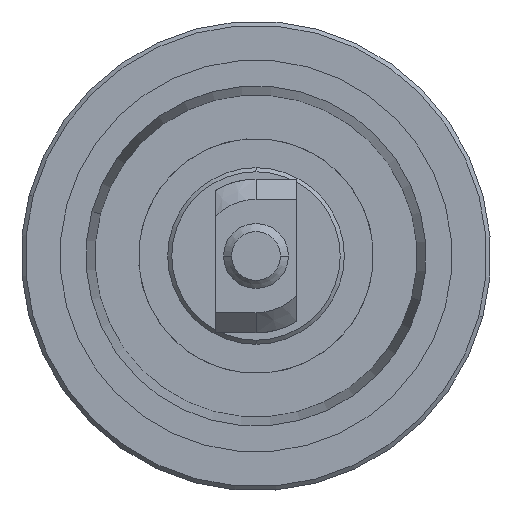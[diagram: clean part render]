
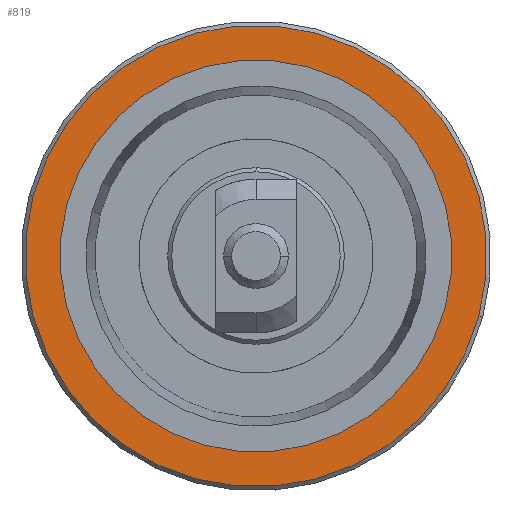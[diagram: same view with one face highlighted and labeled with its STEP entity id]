
A CAD part, front view. The second image highlights one B-rep face of the part: STEP entity #819.
In plain terms, the highlighted planar face has unit normal (0, -1, 0).
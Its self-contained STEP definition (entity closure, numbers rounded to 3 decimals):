
#819=ADVANCED_FACE('NONE',(#1616,#1617),#1618,.T.);
#1616=FACE_OUTER_BOUND('',#2470,.T.);
#1617=FACE_BOUND('',#2471,.T.);
#1618=PLANE('',#2472);
#2470=EDGE_LOOP('',(#4475,#4476));
#2471=EDGE_LOOP('',(#4477,#4478));
#2472=AXIS2_PLACEMENT_3D('',#4479,#4480,#4481);
#4475=ORIENTED_EDGE('',*,*,#5586,.T.);
#4476=ORIENTED_EDGE('',*,*,#5525,.T.);
#4477=ORIENTED_EDGE('',*,*,#5565,.T.);
#4478=ORIENTED_EDGE('',*,*,#5587,.T.);
#4479=CARTESIAN_POINT('',(-7.571,13.5,-37.494));
#4480=DIRECTION('',(0.,-1.0,0.));
#4481=DIRECTION('',(-0.261,0.,-0.965));
#5525=EDGE_CURVE('NONE',#6701,#6702,#6703,.T.);
#5565=EDGE_CURVE('NONE',#6770,#6768,#6771,.T.);
#5586=EDGE_CURVE('NONE',#6702,#6701,#6796,.T.);
#5587=EDGE_CURVE('NONE',#6768,#6770,#6797,.T.);
#6701=VERTEX_POINT('NONE',#8825);
#6702=VERTEX_POINT('NONE',#8826);
#6703=CIRCLE('',#8827,28.5);
#6768=VERTEX_POINT('NONE',#8908);
#6770=VERTEX_POINT('NONE',#8911);
#6771=CIRCLE('',#8912,24.2);
#6796=CIRCLE('',#8942,28.5);
#6797=CIRCLE('',#8943,24.2);
#8825=CARTESIAN_POINT('',(-27.512,13.5,-2.06));
#8826=CARTESIAN_POINT('',(27.512,13.5,-16.94));
#8827=AXIS2_PLACEMENT_3D('',#9861,#9862,#9863);
#8908=CARTESIAN_POINT('',(-23.361,13.5,-3.182));
#8911=CARTESIAN_POINT('',(23.361,13.5,-15.818));
#8912=AXIS2_PLACEMENT_3D('',#9923,#9924,#9925);
#8942=AXIS2_PLACEMENT_3D('',#9955,#9956,#9957);
#8943=AXIS2_PLACEMENT_3D('',#9958,#9959,#9960);
#9861=CARTESIAN_POINT('',(0.,13.5,-9.5));
#9862=DIRECTION('',(0.,-1.0,0.));
#9863=DIRECTION('',(-0.965,0.,0.261));
#9923=CARTESIAN_POINT('',(0.,13.5,-9.5));
#9924=DIRECTION('',(0.,1.0,0.));
#9925=DIRECTION('',(0.965,0.,-0.261));
#9955=CARTESIAN_POINT('',(0.,13.5,-9.5));
#9956=DIRECTION('',(0.,-1.0,0.));
#9957=DIRECTION('',(-0.965,0.,0.261));
#9958=CARTESIAN_POINT('',(0.,13.5,-9.5));
#9959=DIRECTION('',(0.,1.0,0.));
#9960=DIRECTION('',(0.965,0.,-0.261));
